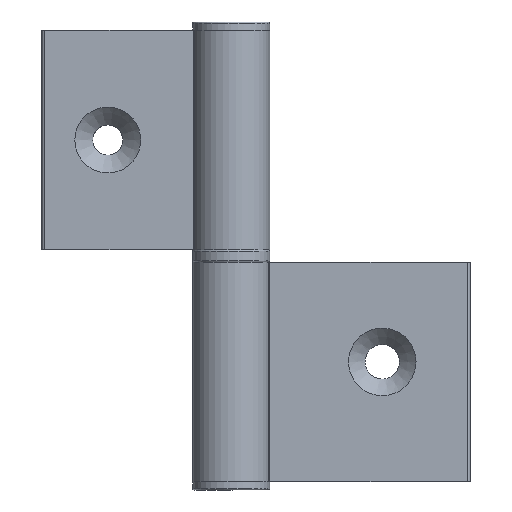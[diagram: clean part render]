
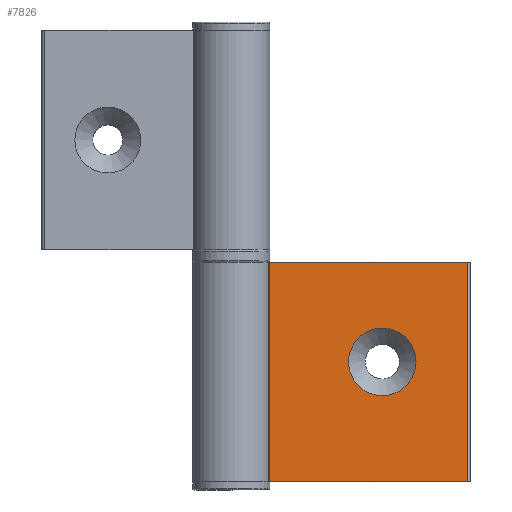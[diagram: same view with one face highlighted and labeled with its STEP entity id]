
A CAD part, front view. The second image highlights one B-rep face of the part: STEP entity #7826.
In plain terms, the highlighted planar face has unit normal (0, -1, 0).
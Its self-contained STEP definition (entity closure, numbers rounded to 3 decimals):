
#310=PLANE('',#9181);
#559=LINE('',#14516,#843);
#563=LINE('',#14536,#847);
#568=LINE('',#14629,#852);
#569=LINE('',#14630,#853);
#843=VECTOR('',#12060,40.);
#847=VECTOR('',#12080,40.);
#852=VECTOR('',#12109,36.017);
#853=VECTOR('',#12110,36.017);
#932=FACE_BOUND('',#1898,.T.);
#1388=FACE_OUTER_BOUND('',#1897,.T.);
#1897=EDGE_LOOP('',(#6914,#6915,#6916,#6917));
#1898=EDGE_LOOP('',(#6918));
#2804=CIRCLE('',#9180,6.15);
#3494=VERTEX_POINT('',#14509);
#3497=VERTEX_POINT('',#14514);
#3504=VERTEX_POINT('',#14533);
#3505=VERTEX_POINT('',#14535);
#3517=VERTEX_POINT('',#14626);
#4642=EDGE_CURVE('',#3497,#3494,#559,.T.);
#4651=EDGE_CURVE('',#3504,#3505,#563,.T.);
#4668=EDGE_CURVE('',#3517,#3517,#2804,.T.);
#4669=EDGE_CURVE('',#3504,#3494,#568,.T.);
#4670=EDGE_CURVE('',#3497,#3505,#569,.T.);
#6914=ORIENTED_EDGE('',*,*,#4651,.F.);
#6915=ORIENTED_EDGE('',*,*,#4669,.T.);
#6916=ORIENTED_EDGE('',*,*,#4642,.F.);
#6917=ORIENTED_EDGE('',*,*,#4670,.T.);
#6918=ORIENTED_EDGE('',*,*,#4668,.F.);
#7826=ADVANCED_FACE('',(#1388,#932),#310,.T.);
#9180=AXIS2_PLACEMENT_3D('',#14627,#12105,#12106);
#9181=AXIS2_PLACEMENT_3D('',#14628,#12107,#12108);
#12060=DIRECTION('',(0.,0.,-1.));
#12080=DIRECTION('',(0.,0.,1.));
#12105=DIRECTION('center_axis',(0.,-1.,0.));
#12106=DIRECTION('ref_axis',(-1.,0.,0.));
#12107=DIRECTION('center_axis',(0.,-1.,0.));
#12108=DIRECTION('ref_axis',(0.,0.,-1.));
#12109=DIRECTION('',(1.,0.,0.));
#12110=DIRECTION('',(-1.,0.,0.));
#14509=CARTESIAN_POINT('',(11.749,12.784,0.));
#14514=CARTESIAN_POINT('',(11.749,12.784,40.));
#14516=CARTESIAN_POINT('',(11.749,12.784,40.));
#14533=CARTESIAN_POINT('',(-24.268,12.784,0.));
#14535=CARTESIAN_POINT('',(-24.268,12.784,40.));
#14536=CARTESIAN_POINT('',(-24.268,12.784,0.));
#14626=CARTESIAN_POINT('',(2.399,12.784,21.85));
#14627=CARTESIAN_POINT('Origin',(-3.751,12.784,21.85));
#14628=CARTESIAN_POINT('Origin',(12.249,12.784,0.));
#14629=CARTESIAN_POINT('',(-24.268,12.784,0.));
#14630=CARTESIAN_POINT('',(11.749,12.784,40.));
